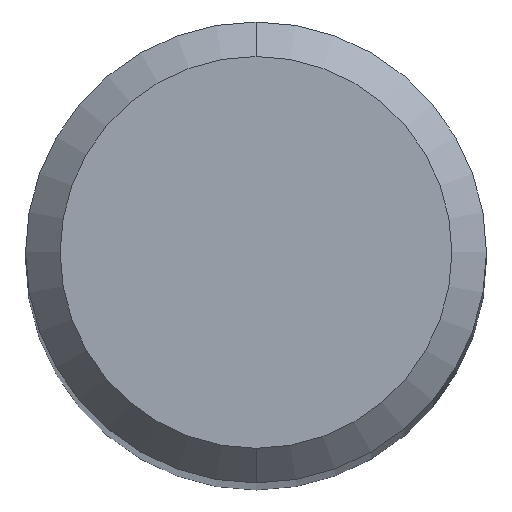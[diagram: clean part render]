
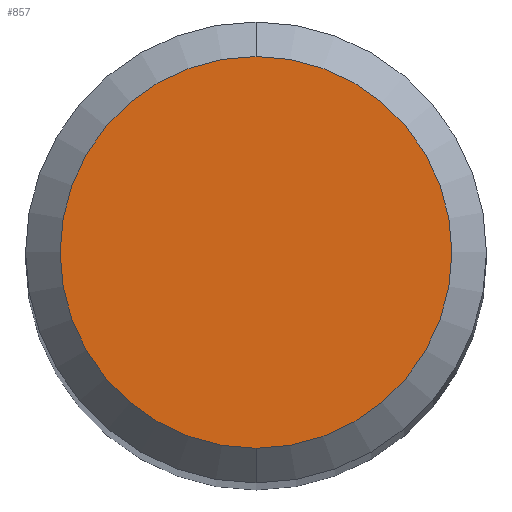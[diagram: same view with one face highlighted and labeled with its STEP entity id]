
A CAD part, top view. The second image highlights one B-rep face of the part: STEP entity #857.
In plain terms, the highlighted planar face has unit normal (0, 0, 1).
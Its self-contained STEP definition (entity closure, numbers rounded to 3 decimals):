
#537=VERTEX_POINT('',#1378);
#857=ADVANCED_FACE('',(#1721),#1722,.T.);
#909=EDGE_CURVE('',#1215,#537,#1778,.T.);
#1031=EDGE_CURVE('',#537,#1215,#1910,.T.);
#1215=VERTEX_POINT('',#2112);
#1378=CARTESIAN_POINT('',(0.0,1.7,0.0));
#1721=FACE_OUTER_BOUND('',#3883,.T.);
#1722=PLANE('',#3884);
#1778=CIRCLE('',#4009,1.7);
#1910=CIRCLE('',#4626,1.7);
#2112=CARTESIAN_POINT('',(0.,-1.7,0.0));
#3883=EDGE_LOOP('',(#6142,#6143));
#3884=AXIS2_PLACEMENT_3D('',#6144,#6145,#6146);
#4009=AXIS2_PLACEMENT_3D('',#6224,#6225,#6226);
#4626=AXIS2_PLACEMENT_3D('',#6365,#6366,#6367);
#6142=ORIENTED_EDGE('',*,*,#1031,.F.);
#6143=ORIENTED_EDGE('',*,*,#909,.F.);
#6144=CARTESIAN_POINT('',(0.0,0.85,0.0));
#6145=DIRECTION('',(-0.0,0.0,1.0));
#6146=DIRECTION('',(0.0,-1.0,0.0));
#6224=CARTESIAN_POINT('',(0.0,0.0,0.0));
#6225=DIRECTION('',(0.0,0.0,-1.0));
#6226=DIRECTION('',(0.0,1.0,0.0));
#6365=CARTESIAN_POINT('',(0.0,0.0,0.0));
#6366=DIRECTION('',(0.0,0.0,-1.0));
#6367=DIRECTION('',(0.0,1.0,0.0));
